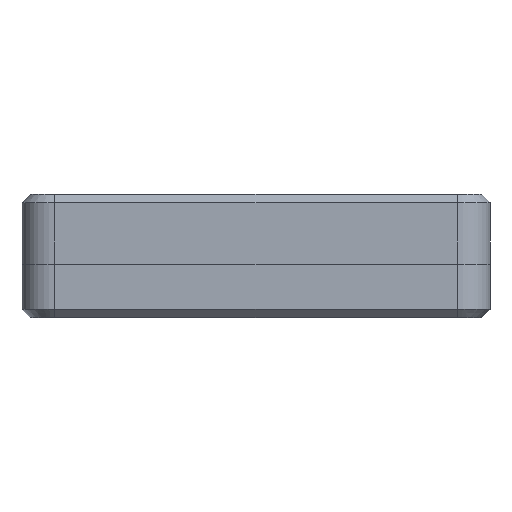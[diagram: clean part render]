
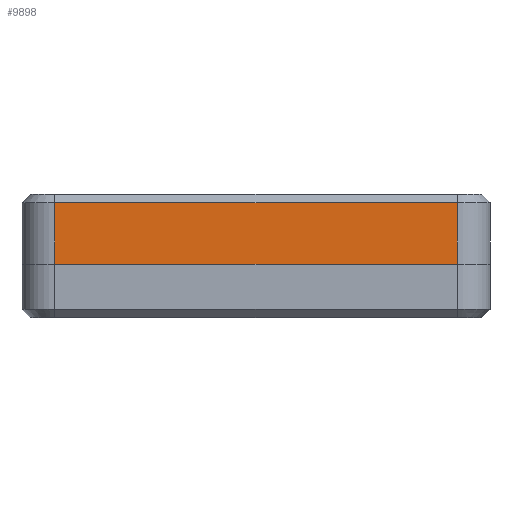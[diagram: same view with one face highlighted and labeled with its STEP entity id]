
A CAD part, front view. The second image highlights one B-rep face of the part: STEP entity #9898.
In plain terms, the highlighted planar face has unit normal (0, -1, 0).
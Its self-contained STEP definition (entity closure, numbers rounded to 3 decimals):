
#7732 = PLANE('',#7733);
#7733 = AXIS2_PLACEMENT_3D('',#7734,#7735,#7736);
#7734 = CARTESIAN_POINT('',(-19.538,13.41,6.5));
#7735 = DIRECTION('',(0.,0.,-1.));
#7736 = DIRECTION('',(-1.,0.,0.));
#7760 = CYLINDRICAL_SURFACE('',#7761,4.);
#7761 = AXIS2_PLACEMENT_3D('',#7762,#7763,#7764);
#7762 = CARTESIAN_POINT('',(-40.41,-23.9,0.));
#7763 = DIRECTION('',(0.,0.,1.));
#7764 = DIRECTION('',(-1.,0.,0.));
#8370 = CYLINDRICAL_SURFACE('',#8371,4.);
#8371 = AXIS2_PLACEMENT_3D('',#8372,#8373,#8374);
#8372 = CARTESIAN_POINT('',(8.61,-23.9,0.));
#8373 = DIRECTION('',(0.,0.,1.));
#8374 = DIRECTION('',(0.,-1.,0.));
#8383 = VERTEX_POINT('',#8384);
#8384 = CARTESIAN_POINT('',(8.61,-27.9,6.5));
#8410 = EDGE_CURVE('',#8411,#8383,#8413,.T.);
#8411 = VERTEX_POINT('',#8412);
#8412 = CARTESIAN_POINT('',(-40.41,-27.9,6.5));
#8413 = SURFACE_CURVE('',#8414,(#8418,#8425),.PCURVE_S1.);
#8414 = LINE('',#8415,#8416);
#8415 = CARTESIAN_POINT('',(-30.155,-27.9,6.5));
#8416 = VECTOR('',#8417,1.);
#8417 = DIRECTION('',(1.,0.,0.));
#8418 = PCURVE('',#7732,#8419);
#8419 = DEFINITIONAL_REPRESENTATION('',(#8420),#8424);
#8420 = LINE('',#8421,#8422);
#8421 = CARTESIAN_POINT('',(10.617,-41.31));
#8422 = VECTOR('',#8423,1.);
#8423 = DIRECTION('',(-1.,0.));
#8424 = ( GEOMETRIC_REPRESENTATION_CONTEXT(2) 
PARAMETRIC_REPRESENTATION_CONTEXT() REPRESENTATION_CONTEXT('2D SPACE',''
  ) );
#8425 = PCURVE('',#8426,#8431);
#8426 = PLANE('',#8427);
#8427 = AXIS2_PLACEMENT_3D('',#8428,#8429,#8430);
#8428 = CARTESIAN_POINT('',(-44.41,-27.9,0.));
#8429 = DIRECTION('',(0.,1.,0.));
#8430 = DIRECTION('',(1.,0.,0.));
#8431 = DEFINITIONAL_REPRESENTATION('',(#8432),#8436);
#8432 = LINE('',#8433,#8434);
#8433 = CARTESIAN_POINT('',(14.255,-6.5));
#8434 = VECTOR('',#8435,1.);
#8435 = DIRECTION('',(1.,0.));
#8436 = ( GEOMETRIC_REPRESENTATION_CONTEXT(2) 
PARAMETRIC_REPRESENTATION_CONTEXT() REPRESENTATION_CONTEXT('2D SPACE',''
  ) );
#8801 = EDGE_CURVE('',#8411,#8802,#8804,.T.);
#8802 = VERTEX_POINT('',#8803);
#8803 = CARTESIAN_POINT('',(-40.41,-27.9,14.));
#8804 = SURFACE_CURVE('',#8805,(#8809,#8816),.PCURVE_S1.);
#8805 = LINE('',#8806,#8807);
#8806 = CARTESIAN_POINT('',(-40.41,-27.9,0.));
#8807 = VECTOR('',#8808,1.);
#8808 = DIRECTION('',(0.,0.,1.));
#8809 = PCURVE('',#7760,#8810);
#8810 = DEFINITIONAL_REPRESENTATION('',(#8811),#8815);
#8811 = LINE('',#8812,#8813);
#8812 = CARTESIAN_POINT('',(1.571,0.));
#8813 = VECTOR('',#8814,1.);
#8814 = DIRECTION('',(0.,1.));
#8815 = ( GEOMETRIC_REPRESENTATION_CONTEXT(2) 
PARAMETRIC_REPRESENTATION_CONTEXT() REPRESENTATION_CONTEXT('2D SPACE',''
  ) );
#8816 = PCURVE('',#8426,#8817);
#8817 = DEFINITIONAL_REPRESENTATION('',(#8818),#8822);
#8818 = LINE('',#8819,#8820);
#8819 = CARTESIAN_POINT('',(4.,0.));
#8820 = VECTOR('',#8821,1.);
#8821 = DIRECTION('',(0.,-1.));
#8822 = ( GEOMETRIC_REPRESENTATION_CONTEXT(2) 
PARAMETRIC_REPRESENTATION_CONTEXT() REPRESENTATION_CONTEXT('2D SPACE',''
  ) );
#9846 = EDGE_CURVE('',#8383,#9847,#9849,.T.);
#9847 = VERTEX_POINT('',#9848);
#9848 = CARTESIAN_POINT('',(8.61,-27.9,14.));
#9849 = SURFACE_CURVE('',#9850,(#9854,#9861),.PCURVE_S1.);
#9850 = LINE('',#9851,#9852);
#9851 = CARTESIAN_POINT('',(8.61,-27.9,0.));
#9852 = VECTOR('',#9853,1.);
#9853 = DIRECTION('',(0.,0.,1.));
#9854 = PCURVE('',#8370,#9855);
#9855 = DEFINITIONAL_REPRESENTATION('',(#9856),#9860);
#9856 = LINE('',#9857,#9858);
#9857 = CARTESIAN_POINT('',(0.,0.));
#9858 = VECTOR('',#9859,1.);
#9859 = DIRECTION('',(0.,1.));
#9860 = ( GEOMETRIC_REPRESENTATION_CONTEXT(2) 
PARAMETRIC_REPRESENTATION_CONTEXT() REPRESENTATION_CONTEXT('2D SPACE',''
  ) );
#9861 = PCURVE('',#8426,#9862);
#9862 = DEFINITIONAL_REPRESENTATION('',(#9863),#9867);
#9863 = LINE('',#9864,#9865);
#9864 = CARTESIAN_POINT('',(53.02,0.));
#9865 = VECTOR('',#9866,1.);
#9866 = DIRECTION('',(0.,-1.));
#9867 = ( GEOMETRIC_REPRESENTATION_CONTEXT(2) 
PARAMETRIC_REPRESENTATION_CONTEXT() REPRESENTATION_CONTEXT('2D SPACE',''
  ) );
#9898 = ADVANCED_FACE('',(#9899),#8426,.F.);
#9899 = FACE_BOUND('',#9900,.F.);
#9900 = EDGE_LOOP('',(#9901,#9902,#9903,#9929));
#9901 = ORIENTED_EDGE('',*,*,#8410,.F.);
#9902 = ORIENTED_EDGE('',*,*,#8801,.T.);
#9903 = ORIENTED_EDGE('',*,*,#9904,.T.);
#9904 = EDGE_CURVE('',#8802,#9847,#9905,.T.);
#9905 = SURFACE_CURVE('',#9906,(#9910,#9917),.PCURVE_S1.);
#9906 = LINE('',#9907,#9908);
#9907 = CARTESIAN_POINT('',(-40.41,-27.9,14.));
#9908 = VECTOR('',#9909,1.);
#9909 = DIRECTION('',(1.,0.,0.));
#9910 = PCURVE('',#8426,#9911);
#9911 = DEFINITIONAL_REPRESENTATION('',(#9912),#9916);
#9912 = LINE('',#9913,#9914);
#9913 = CARTESIAN_POINT('',(4.,-14.));
#9914 = VECTOR('',#9915,1.);
#9915 = DIRECTION('',(1.,0.));
#9916 = ( GEOMETRIC_REPRESENTATION_CONTEXT(2) 
PARAMETRIC_REPRESENTATION_CONTEXT() REPRESENTATION_CONTEXT('2D SPACE',''
  ) );
#9917 = PCURVE('',#9918,#9923);
#9918 = PLANE('',#9919);
#9919 = AXIS2_PLACEMENT_3D('',#9920,#9921,#9922);
#9920 = CARTESIAN_POINT('',(-40.41,-27.4,14.5));
#9921 = DIRECTION('',(0.,0.707,-0.707));
#9922 = DIRECTION('',(1.,0.,0.));
#9923 = DEFINITIONAL_REPRESENTATION('',(#9924),#9928);
#9924 = LINE('',#9925,#9926);
#9925 = CARTESIAN_POINT('',(0.,0.707));
#9926 = VECTOR('',#9927,1.);
#9927 = DIRECTION('',(1.,0.));
#9928 = ( GEOMETRIC_REPRESENTATION_CONTEXT(2) 
PARAMETRIC_REPRESENTATION_CONTEXT() REPRESENTATION_CONTEXT('2D SPACE',''
  ) );
#9929 = ORIENTED_EDGE('',*,*,#9846,.F.);
